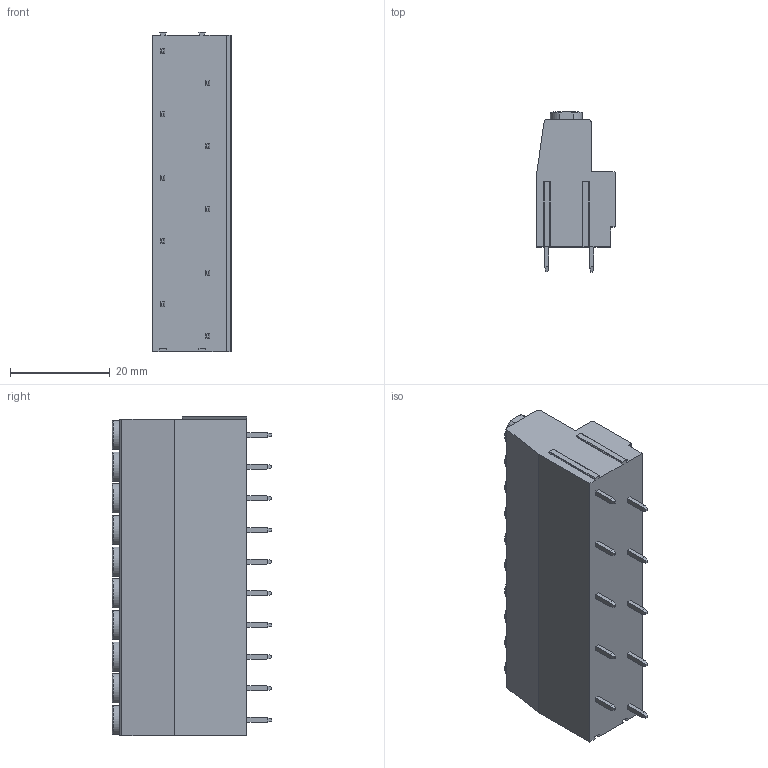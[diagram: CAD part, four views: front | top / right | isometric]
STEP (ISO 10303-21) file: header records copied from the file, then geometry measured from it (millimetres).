
FILE_DESCRIPTION((''),'2;1');
FILE_NAME('PRT0050','2024-10-21T',('yanfa'),(''),'PRO/ENGINEER BY PARAMETRIC TECHNOLOGY CORPORATION, 2009280','PRO/ENGINEER BY PARAMETRIC TECHNOLOGY CORPORATION, 2009280','');
FILE_SCHEMA(('AUTOMOTIVE_DESIGN_CC2 { 1 2 10303 214 -1 1 5 2 }'));
Length unit declared in the file: millimetre
Products named in the file (1): PRT0050
Bounding box: 15.85 x 32 x 64.1 mm (x, y, z)
Volume: 18932.4 mm3; surface area: 8732.6 mm2
Topology: 1 solids, 1 shells, 553 faces, 1403 edges, 902 vertices
Faces by surface type: plane 337, cylinder 136, torus 40, cone 40
Entity records: 16991 total; most frequent: CARTESIAN_POINT 3478, ORIENTED_EDGE 2806, DIRECTION 2781, EDGE_CURVE 1403, VECTOR 971, LINE 971, AXIS2_PLACEMENT_3D 905, VERTEX_POINT 902
